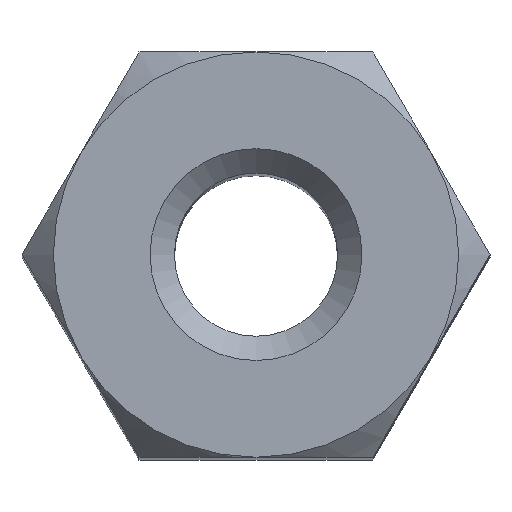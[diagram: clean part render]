
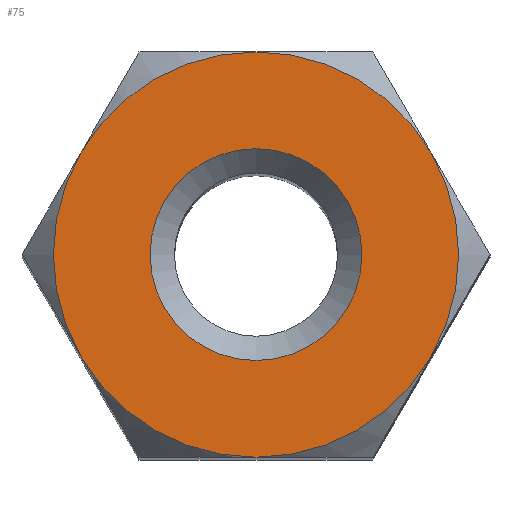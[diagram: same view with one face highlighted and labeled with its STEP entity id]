
A CAD part, top view. The second image highlights one B-rep face of the part: STEP entity #75.
In plain terms, the highlighted planar face has unit normal (0, 0, 1).
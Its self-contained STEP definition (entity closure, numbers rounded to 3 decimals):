
#75 = ADVANCED_FACE( '', ( #154, #155 ), #156, .T. );
#154 = FACE_BOUND( '', #235, .T. );
#155 = FACE_OUTER_BOUND( '', #236, .T. );
#156 = PLANE( '', #237 );
#235 = EDGE_LOOP( '', ( #379 ) );
#236 = EDGE_LOOP( '', ( #380, #381, #382, #383, #384, #385 ) );
#237 = AXIS2_PLACEMENT_3D( '', #386, #387, #388 );
#379 = ORIENTED_EDGE( '', *, *, #485, .T. );
#380 = ORIENTED_EDGE( '', *, *, #455, .F. );
#381 = ORIENTED_EDGE( '', *, *, #467, .F. );
#382 = ORIENTED_EDGE( '', *, *, #505, .F. );
#383 = ORIENTED_EDGE( '', *, *, #462, .T. );
#384 = ORIENTED_EDGE( '', *, *, #450, .F. );
#385 = ORIENTED_EDGE( '', *, *, #459, .F. );
#386 = CARTESIAN_POINT( '', ( 0., 0., 10. ) );
#387 = DIRECTION( '', ( 0., 0., 1. ) );
#388 = DIRECTION( '', ( 1., 0., 0. ) );
#450 = EDGE_CURVE( '', #519, #520, #521, .F. );
#455 = EDGE_CURVE( '', #526, #529, #530, .F. );
#459 = EDGE_CURVE( '', #529, #519, #535, .F. );
#462 = EDGE_CURVE( '', #538, #520, #539, .T. );
#467 = EDGE_CURVE( '', #544, #526, #547, .F. );
#485 = EDGE_CURVE( '', #575, #575, #576, .T. );
#505 = EDGE_CURVE( '', #538, #544, #601, .F. );
#519 = VERTEX_POINT( '', #616 );
#520 = VERTEX_POINT( '', #617 );
#521 = CIRCLE( '', #618, 2.5 );
#526 = VERTEX_POINT( '', #635 );
#529 = VERTEX_POINT( '', #643 );
#530 = CIRCLE( '', #644, 2.5 );
#535 = CIRCLE( '', #661, 2.5 );
#538 = VERTEX_POINT( '', #671 );
#539 = CIRCLE( '', #672, 2.5 );
#544 = VERTEX_POINT( '', #689 );
#547 = CIRCLE( '', #697, 2.5 );
#575 = VERTEX_POINT( '', #758 );
#576 = CIRCLE( '', #759, 1.307 );
#601 = CIRCLE( '', #837, 2.5 );
#616 = CARTESIAN_POINT( '', ( -2.165, -1.25, 10. ) );
#617 = CARTESIAN_POINT( '', ( -2.165, 1.25, 10. ) );
#618 = AXIS2_PLACEMENT_3D( '', #862, #863, #864 );
#635 = CARTESIAN_POINT( '', ( 2.165, -1.25, 10. ) );
#643 = CARTESIAN_POINT( '', ( 0., -2.5, 10. ) );
#644 = AXIS2_PLACEMENT_3D( '', #865, #866, #867 );
#661 = AXIS2_PLACEMENT_3D( '', #868, #869, #870 );
#671 = CARTESIAN_POINT( '', ( 0., 2.5, 10. ) );
#672 = AXIS2_PLACEMENT_3D( '', #871, #872, #873 );
#689 = CARTESIAN_POINT( '', ( 2.165, 1.25, 10. ) );
#697 = AXIS2_PLACEMENT_3D( '', #874, #875, #876 );
#758 = CARTESIAN_POINT( '', ( 0., 1.307, 10. ) );
#759 = AXIS2_PLACEMENT_3D( '', #901, #902, #903 );
#837 = AXIS2_PLACEMENT_3D( '', #909, #910, #911 );
#862 = CARTESIAN_POINT( '', ( 0., 0., 10. ) );
#863 = DIRECTION( '', ( 0., 0., 1. ) );
#864 = DIRECTION( '', ( 1., 0., 0. ) );
#865 = CARTESIAN_POINT( '', ( 0., 0., 10. ) );
#866 = DIRECTION( '', ( 0., 0., 1. ) );
#867 = DIRECTION( '', ( 1., 0., 0. ) );
#868 = CARTESIAN_POINT( '', ( 0., 0., 10. ) );
#869 = DIRECTION( '', ( 0., 0., 1. ) );
#870 = DIRECTION( '', ( 1., 0., 0. ) );
#871 = CARTESIAN_POINT( '', ( 0., 0., 10. ) );
#872 = DIRECTION( '', ( 0., 0., 1. ) );
#873 = DIRECTION( '', ( 1., 0., 0. ) );
#874 = CARTESIAN_POINT( '', ( 0., 0., 10. ) );
#875 = DIRECTION( '', ( 0., 0., 1. ) );
#876 = DIRECTION( '', ( 1., 0., 0. ) );
#901 = CARTESIAN_POINT( '', ( 0., 0., 10. ) );
#902 = DIRECTION( '', ( 0., 0., -1. ) );
#903 = DIRECTION( '', ( 0., 1., 0. ) );
#909 = CARTESIAN_POINT( '', ( 0., 0., 10. ) );
#910 = DIRECTION( '', ( 0., 0., 1. ) );
#911 = DIRECTION( '', ( 1., 0., 0. ) );
